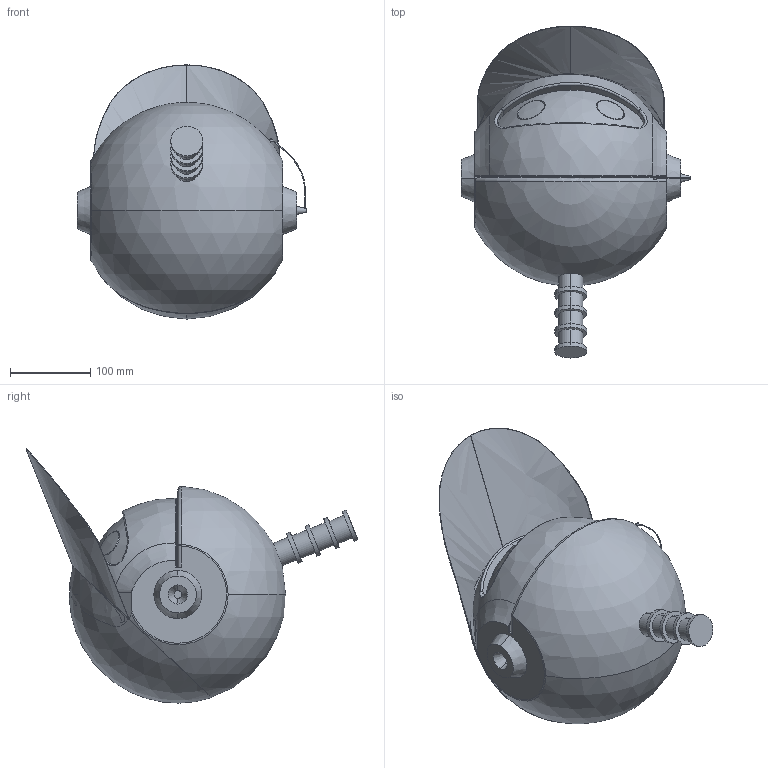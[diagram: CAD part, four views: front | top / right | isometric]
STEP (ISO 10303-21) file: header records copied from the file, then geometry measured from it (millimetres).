
FILE_DESCRIPTION (( 'STEP AP203' ), '1' );
FILE_NAME ('visage2_Défaut_sldprt.STEP', '2022-07-18T00:17:36', ( '' ), ( '' ), 'SwSTEP 2.0', 'SolidWorks 2021', '' );
FILE_SCHEMA (( 'CONFIG_CONTROL_DESIGN' ));
Length unit declared in the file: millimetre
Products named in the file (1): visage2_Défaut_sldprt
Bounding box: 287 x 414.25 x 317.37 mm (x, y, z)
Volume: 9756401.5 mm3; surface area: 382172.6 mm2
Topology: 1 solids, 1 shells, 126 faces, 302 edges, 190 vertices
Faces by surface type: cylinder 36, plane 30, bspline 28, cone 14, sphere 14, torus 4
Entity records: 6907 total; most frequent: CARTESIAN_POINT 4147, ORIENTED_EDGE 596, DIRECTION 494, EDGE_CURVE 298, AXIS2_PLACEMENT_3D 211, VERTEX_POINT 190, EDGE_LOOP 144, FACE_OUTER_BOUND 126
